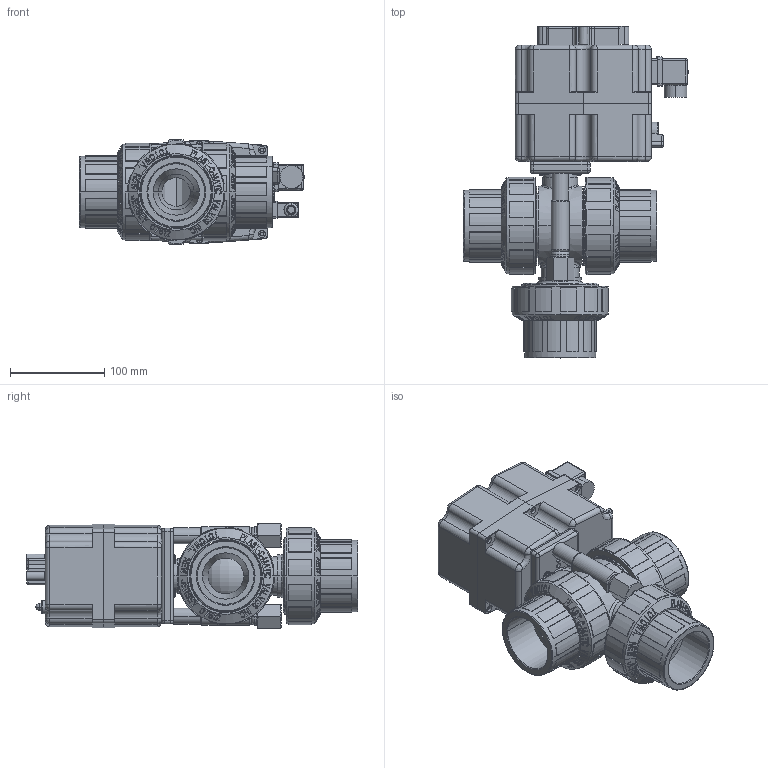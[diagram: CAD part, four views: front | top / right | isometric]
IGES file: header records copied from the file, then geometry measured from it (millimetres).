
Start section:  PTC IGES file: tebva200_sw0001.igs
Global section: file name: tebva200_sw0001.igs; native system: Creo Parametric by Parametric Technology Corporation; preprocessor: 2012230; author: Engineering; organization: Unknown; date: 20130429.092355; units: inch
Bounding box: 239.16 x 352.69 x 110.62 mm (x, y, z)
Surface area: 344686.3 mm2 (no closed solid volume)
Topology: 0 solids, 0 shells, 1201 faces, 9247 edges, 9243 vertices
Faces by surface type: revolution 653, bspline 548
